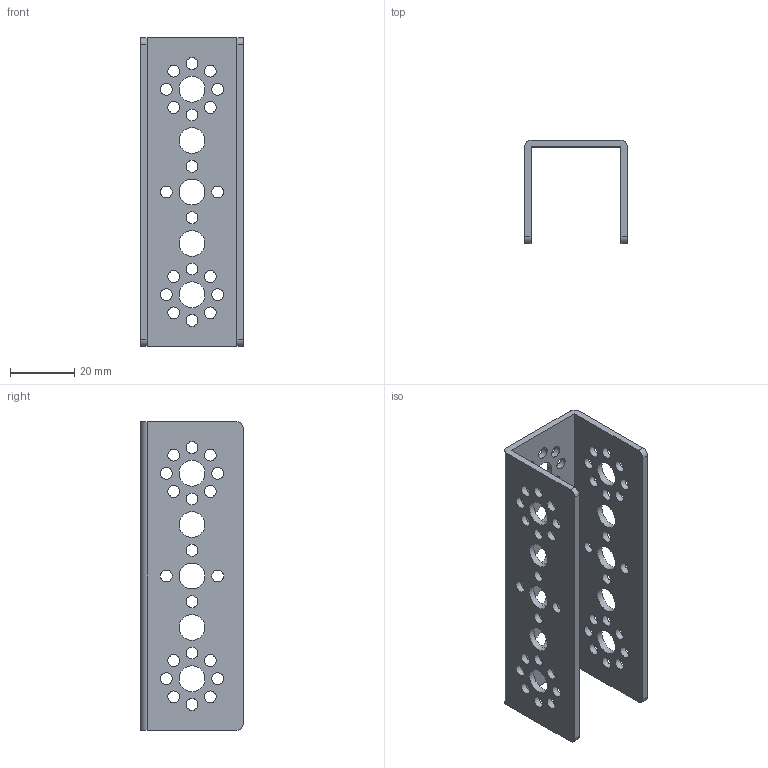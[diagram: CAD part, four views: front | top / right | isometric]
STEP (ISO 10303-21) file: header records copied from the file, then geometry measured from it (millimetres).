
FILE_DESCRIPTION(/* description */ (''),/* implementation_level */ '2;1');
FILE_NAME(/* name */ '39066_TXM-96mmChannel v1.step',/* time_stamp */ '2020-10-25T13:32:39-04:00',/* author */ (''),/* organization */ (''),/* preprocessor_version */ 'ST-DEVELOPER v18.1',/* originating_system */ 'Autodesk Translation Framework v9.3.0.1241',/* authorisation */ '');
FILE_SCHEMA (('AUTOMOTIVE_DESIGN { 1 0 10303 214 3 1 1 }'));
Length unit declared in the file: millimetre
Products named in the file (1): 39066_TXM-96mmChannel
Bounding box: 32 x 32 x 96 mm (x, y, z)
Volume: 14694.1 mm3; surface area: 17584.7 mm2
Topology: 1 solids, 1 shells, 91 faces, 267 edges, 178 vertices
Faces by surface type: cylinder 81, plane 10
Full cylindrical faces by diameter (mm): 3.7 x60, 8 x15
Entity records: 3463 total; most frequent: DIRECTION 613, CARTESIAN_POINT 537, ORIENTED_EDGE 534, EDGE_CURVE 267, AXIS2_PLACEMENT_3D 254, EDGE_LOOP 241, VERTEX_POINT 178, CIRCLE 162
